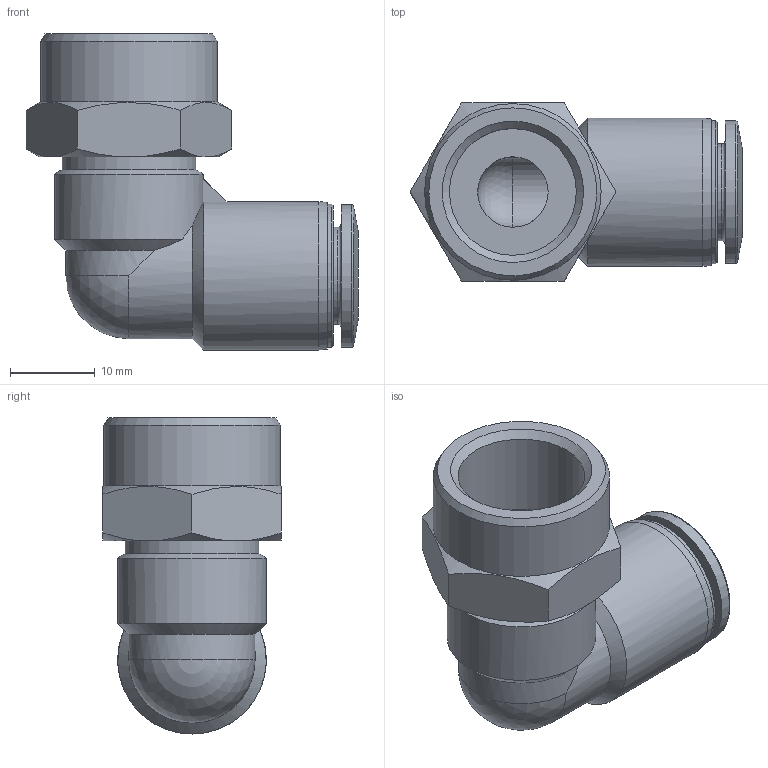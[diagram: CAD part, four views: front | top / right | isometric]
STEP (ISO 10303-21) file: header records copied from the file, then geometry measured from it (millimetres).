
FILE_DESCRIPTION(/* description */ ('STEP AP214'),/* implementation_level */ '2;1');
FILE_NAME(/* name */ '153280_QSLF-3_8-10-B',/* time_stamp */ '2024-09-14T09:22:13+02:00',/* author */ ('License CC BY-ND 4.0'),/* organization */ ('CADENAS'),/* preprocessor_version */ 'ST-DEVELOPER v19.3',/* originating_system */ 'PARTsolutions',/* authorisation */ ' ');
FILE_SCHEMA (('AUTOMOTIVE_DESIGN {1 0 10303 214 3 1 1}'));
Length unit declared in the file: millimetre
Products named in the file (1): 153280 QSLF-3/8-10-B
Bounding box: 39.12 x 21 x 37.25 mm (x, y, z)
Volume: 8944.3 mm3; surface area: 5687.2 mm2
Topology: 1 solids, 1 shells, 49 faces, 112 edges, 68 vertices
Faces by surface type: plane 16, cone 15, cylinder 13, torus 3, sphere 2
Full cylindrical faces by diameter (mm): 8.3 x2, 10 x1, 11.4 x1, 14.95 x1, 15.75 x1, 16.8 x1, 16.9 x1, 17.5 x2, 20.8 x1
Entity records: 1606 total; most frequent: CARTESIAN_POINT 287, DIRECTION 200, ORIENTED_EDGE 164, AXIS2_PLACEMENT_3D 94, EDGE_CURVE 82, EDGE_LOOP 77, FACE_BOUND 77, VERTEX_POINT 61
